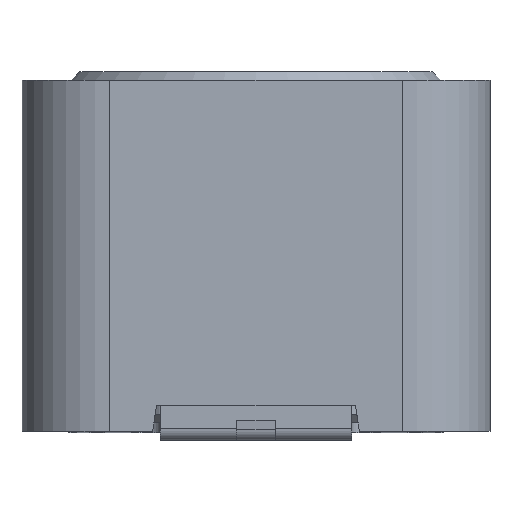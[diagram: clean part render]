
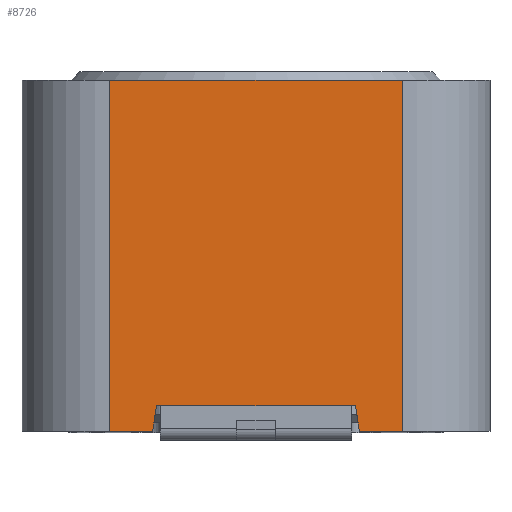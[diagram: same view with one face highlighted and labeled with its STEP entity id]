
A CAD part, front view. The second image highlights one B-rep face of the part: STEP entity #8726.
In plain terms, the highlighted planar face has unit normal (0, -1, 0).
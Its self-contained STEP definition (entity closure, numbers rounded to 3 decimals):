
#408=LINE('',#13956,#1072);
#413=LINE('',#13981,#1077);
#417=LINE('',#13996,#1081);
#418=LINE('',#13998,#1082);
#419=LINE('',#14000,#1083);
#420=LINE('',#14001,#1084);
#421=LINE('',#14003,#1085);
#422=LINE('',#14005,#1086);
#1072=VECTOR('',#10171,1000.);
#1077=VECTOR('',#10192,1000.);
#1081=VECTOR('',#10208,1000.);
#1082=VECTOR('',#10209,1000.);
#1083=VECTOR('',#10210,1000.);
#1084=VECTOR('',#10211,1000.);
#1085=VECTOR('',#10212,1000.);
#1086=VECTOR('',#10213,1000.);
#2647=ORIENTED_EDGE('',*,*,#4427,.F.);
#2648=ORIENTED_EDGE('',*,*,#4428,.F.);
#2649=ORIENTED_EDGE('',*,*,#4429,.F.);
#2650=ORIENTED_EDGE('',*,*,#4419,.T.);
#2651=ORIENTED_EDGE('',*,*,#4430,.T.);
#2652=ORIENTED_EDGE('',*,*,#4431,.F.);
#2653=ORIENTED_EDGE('',*,*,#4432,.T.);
#2654=ORIENTED_EDGE('',*,*,#4407,.T.);
#4407=EDGE_CURVE('',#5380,#5379,#408,.T.);
#4419=EDGE_CURVE('',#5392,#5391,#413,.T.);
#4427=EDGE_CURVE('',#5397,#5379,#417,.T.);
#4428=EDGE_CURVE('',#5398,#5397,#418,.T.);
#4429=EDGE_CURVE('',#5392,#5398,#419,.T.);
#4430=EDGE_CURVE('',#5391,#5399,#420,.F.);
#4431=EDGE_CURVE('',#5400,#5399,#421,.T.);
#4432=EDGE_CURVE('',#5400,#5380,#422,.T.);
#5379=VERTEX_POINT('',#13955);
#5380=VERTEX_POINT('',#13957);
#5391=VERTEX_POINT('',#13980);
#5392=VERTEX_POINT('',#13982);
#5397=VERTEX_POINT('',#13997);
#5398=VERTEX_POINT('',#13999);
#5399=VERTEX_POINT('',#14002);
#5400=VERTEX_POINT('',#14004);
#6259=EDGE_LOOP('',(#2647,#2648,#2649,#2650,#2651,#2652,#2653,#2654));
#6723=FACE_BOUND('',#6259,.T.);
#7107=PLANE('',#9167);
#8726=ADVANCED_FACE('',(#6723),#7107,.F.);
#9167=AXIS2_PLACEMENT_3D('',#13995,#10206,#10207);
#10171=DIRECTION('',(1.,0.,0.));
#10192=DIRECTION('',(1.,0.,0.));
#10206=DIRECTION('',(0.,1.,0.));
#10207=DIRECTION('',(0.,0.,1.));
#10208=DIRECTION('',(-0.152,0.,-0.988));
#10209=DIRECTION('',(-1.,0.,0.));
#10210=DIRECTION('',(-0.152,0.,0.988));
#10211=DIRECTION('',(0.,0.,-1.));
#10212=DIRECTION('',(1.,0.,0.));
#10213=DIRECTION('',(0.,0.,-1.));
#13955=CARTESIAN_POINT('',(-2.65,-6.,0.));
#13956=CARTESIAN_POINT('',(-6.,-6.,0.));
#13957=CARTESIAN_POINT('',(-3.75,-6.,0.));
#13980=CARTESIAN_POINT('',(3.75,-6.,0.));
#13981=CARTESIAN_POINT('',(-6.,-6.,0.));
#13982=CARTESIAN_POINT('',(2.65,-6.,0.));
#13995=CARTESIAN_POINT('',(-6.,-6.,9.));
#13996=CARTESIAN_POINT('',(-1.375,-6.,8.288));
#13997=CARTESIAN_POINT('',(-2.55,-6.,0.65));
#13998=CARTESIAN_POINT('',(-6.,-6.,0.65));
#13999=CARTESIAN_POINT('',(2.55,-6.,0.65));
#14000=CARTESIAN_POINT('',(1.097,-6.,10.092));
#14001=CARTESIAN_POINT('',(3.75,-6.,9.));
#14002=CARTESIAN_POINT('',(3.75,-6.,9.));
#14003=CARTESIAN_POINT('',(-6.,-6.,9.));
#14004=CARTESIAN_POINT('',(-3.75,-6.,9.));
#14005=CARTESIAN_POINT('',(-3.75,-6.,9.));
